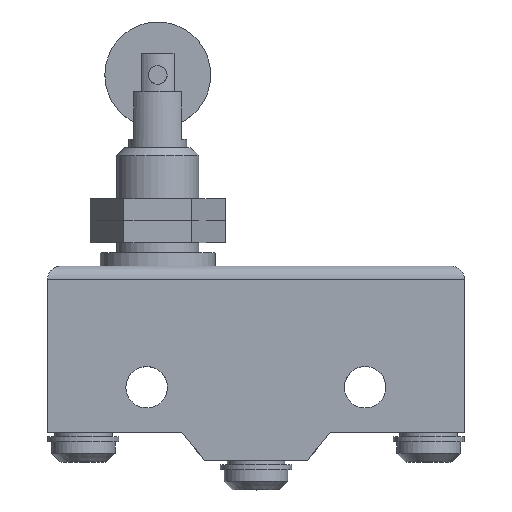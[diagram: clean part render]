
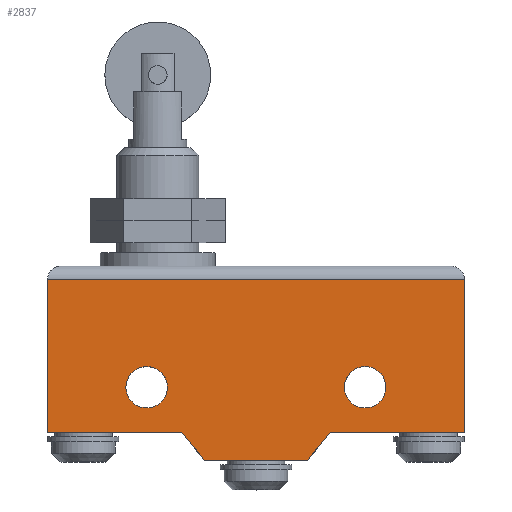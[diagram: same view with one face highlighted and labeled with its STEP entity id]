
A CAD part, top view. The second image highlights one B-rep face of the part: STEP entity #2837.
In plain terms, the highlighted planar face has unit normal (0, 0, 1).
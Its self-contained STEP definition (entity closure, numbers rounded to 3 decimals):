
#2494=CARTESIAN_POINT('',(11.686,7.766,17.5));
#2495=VERTEX_POINT('',#2494);
#2504=CARTESIAN_POINT('',(11.686,2.865,17.5));
#2505=VERTEX_POINT('',#2504);
#2506=CARTESIAN_POINT('',(11.686,5.316,17.5));
#2507=DIRECTION('',(0.0,0.0,1.0));
#2508=DIRECTION('',(0.0,1.0,0.0));
#2509=AXIS2_PLACEMENT_3D('',#2506,#2507,#2508);
#2510=CIRCLE('',#2509,2.45);
#2511=EDGE_CURVE('',#2495,#2505,#2510,.T.);
#2536=CARTESIAN_POINT('',(37.482,2.862,17.5));
#2537=VERTEX_POINT('',#2536);
#2546=CARTESIAN_POINT('',(37.482,7.77,17.5));
#2547=VERTEX_POINT('',#2546);
#2548=CARTESIAN_POINT('',(37.482,5.316,17.5));
#2549=DIRECTION('',(0.0,0.0,1.0));
#2550=DIRECTION('',(0.0,-1.0,0.0));
#2551=AXIS2_PLACEMENT_3D('',#2548,#2549,#2550);
#2552=CIRCLE('',#2551,2.454);
#2553=EDGE_CURVE('',#2537,#2547,#2552,.T.);
#2652=CARTESIAN_POINT('',(0.0,18.029,17.5));
#2653=VERTEX_POINT('',#2652);
#2678=CARTESIAN_POINT('',(49.2,18.029,17.5));
#2679=VERTEX_POINT('',#2678);
#2702=CARTESIAN_POINT('',(49.2,0.,17.5));
#2703=VERTEX_POINT('',#2702);
#2704=CARTESIAN_POINT('',(49.2,18.029,17.5));
#2705=DIRECTION('',(0.0,-1.0,0.0));
#2706=VECTOR('',#2705,18.029);
#2707=LINE('',#2704,#2706);
#2708=EDGE_CURVE('',#2679,#2703,#2707,.T.);
#2735=CARTESIAN_POINT('',(0.0,18.029,17.5));
#2736=DIRECTION('',(1.0,0.0,0.0));
#2737=VECTOR('',#2736,49.2);
#2738=LINE('',#2735,#2737);
#2739=EDGE_CURVE('',#2653,#2679,#2738,.T.);
#2744=CARTESIAN_POINT('',(24.6,9.211,17.5));
#2745=DIRECTION('',(0.0,0.0,1.0));
#2746=DIRECTION('',(1.0,0.0,0.0));
#2747=AXIS2_PLACEMENT_3D('',#2744,#2745,#2746);
#2748=PLANE('',#2747);
#2749=ORIENTED_EDGE('',*,*,#2739,.F.);
#2750=CARTESIAN_POINT('',(0.0,0.0,17.5));
#2751=VERTEX_POINT('',#2750);
#2752=CARTESIAN_POINT('',(0.0,0.0,17.5));
#2753=DIRECTION('',(0.0,1.0,0.0));
#2754=VECTOR('',#2753,18.029);
#2755=LINE('',#2752,#2754);
#2756=EDGE_CURVE('',#2751,#2653,#2755,.T.);
#2757=ORIENTED_EDGE('',*,*,#2756,.F.);
#2758=CARTESIAN_POINT('',(15.817,0.,17.5));
#2759=VERTEX_POINT('',#2758);
#2760=CARTESIAN_POINT('',(15.817,0.,17.5));
#2761=DIRECTION('',(-1.0,0.0,0.0));
#2762=VECTOR('',#2761,15.817);
#2763=LINE('',#2760,#2762);
#2764=EDGE_CURVE('',#2759,#2751,#2763,.T.);
#2765=ORIENTED_EDGE('',*,*,#2764,.F.);
#2766=CARTESIAN_POINT('',(18.528,-3.303,17.5));
#2767=VERTEX_POINT('',#2766);
#2768=CARTESIAN_POINT('',(18.528,-3.303,17.5));
#2769=DIRECTION('',(-0.634,0.773,0.0));
#2770=VECTOR('',#2769,4.273);
#2771=LINE('',#2768,#2770);
#2772=EDGE_CURVE('',#2767,#2759,#2771,.T.);
#2773=ORIENTED_EDGE('',*,*,#2772,.F.);
#2774=CARTESIAN_POINT('',(30.672,-3.303,17.5));
#2775=VERTEX_POINT('',#2774);
#2776=CARTESIAN_POINT('',(30.672,-3.303,17.5));
#2777=DIRECTION('',(-1.0,0.0,0.0));
#2778=VECTOR('',#2777,12.143);
#2779=LINE('',#2776,#2778);
#2780=EDGE_CURVE('',#2775,#2767,#2779,.T.);
#2781=ORIENTED_EDGE('',*,*,#2780,.F.);
#2782=CARTESIAN_POINT('',(33.384,0.,17.5));
#2783=VERTEX_POINT('',#2782);
#2784=CARTESIAN_POINT('',(33.384,0.,17.5));
#2785=DIRECTION('',(-0.635,-0.773,0.0));
#2786=VECTOR('',#2785,4.274);
#2787=LINE('',#2784,#2786);
#2788=EDGE_CURVE('',#2783,#2775,#2787,.T.);
#2789=ORIENTED_EDGE('',*,*,#2788,.F.);
#2790=CARTESIAN_POINT('',(49.2,0.,17.5));
#2791=DIRECTION('',(-1.0,0.0,0.0));
#2792=VECTOR('',#2791,15.816);
#2793=LINE('',#2790,#2792);
#2794=EDGE_CURVE('',#2703,#2783,#2793,.T.);
#2795=ORIENTED_EDGE('',*,*,#2794,.F.);
#2796=ORIENTED_EDGE('',*,*,#2708,.F.);
#2797=EDGE_LOOP('',(#2749,#2757,#2765,#2773,#2781,#2789,#2795,#2796));
#2798=FACE_OUTER_BOUND('',#2797,.T.);
#2799=CARTESIAN_POINT('',(14.137,5.316,17.5));
#2800=VERTEX_POINT('',#2799);
#2801=CARTESIAN_POINT('',(11.686,5.316,17.5));
#2802=DIRECTION('',(0.0,0.0,1.0));
#2803=DIRECTION('',(0.0,1.0,0.0));
#2804=AXIS2_PLACEMENT_3D('',#2801,#2802,#2803);
#2805=CIRCLE('',#2804,2.45);
#2806=EDGE_CURVE('',#2800,#2495,#2805,.T.);
#2807=ORIENTED_EDGE('',*,*,#2806,.F.);
#2808=CARTESIAN_POINT('',(11.686,5.316,17.5));
#2809=DIRECTION('',(0.0,0.0,1.0));
#2810=DIRECTION('',(0.0,1.0,0.0));
#2811=AXIS2_PLACEMENT_3D('',#2808,#2809,#2810);
#2812=CIRCLE('',#2811,2.45);
#2813=EDGE_CURVE('',#2505,#2800,#2812,.T.);
#2814=ORIENTED_EDGE('',*,*,#2813,.F.);
#2815=ORIENTED_EDGE('',*,*,#2511,.F.);
#2816=EDGE_LOOP('',(#2807,#2814,#2815));
#2817=FACE_BOUND('',#2816,.T.);
#2818=CARTESIAN_POINT('',(35.028,5.316,17.5));
#2819=VERTEX_POINT('',#2818);
#2820=CARTESIAN_POINT('',(37.482,5.316,17.5));
#2821=DIRECTION('',(0.0,0.0,1.0));
#2822=DIRECTION('',(0.0,-1.0,0.0));
#2823=AXIS2_PLACEMENT_3D('',#2820,#2821,#2822);
#2824=CIRCLE('',#2823,2.454);
#2825=EDGE_CURVE('',#2819,#2537,#2824,.T.);
#2826=ORIENTED_EDGE('',*,*,#2825,.F.);
#2827=CARTESIAN_POINT('',(37.482,5.316,17.5));
#2828=DIRECTION('',(0.0,0.0,1.0));
#2829=DIRECTION('',(0.0,-1.0,0.0));
#2830=AXIS2_PLACEMENT_3D('',#2827,#2828,#2829);
#2831=CIRCLE('',#2830,2.454);
#2832=EDGE_CURVE('',#2547,#2819,#2831,.T.);
#2833=ORIENTED_EDGE('',*,*,#2832,.F.);
#2834=ORIENTED_EDGE('',*,*,#2553,.F.);
#2835=EDGE_LOOP('',(#2826,#2833,#2834));
#2836=FACE_BOUND('',#2835,.T.);
#2837=ADVANCED_FACE('',(#2798,#2817,#2836),#2748,.T.);
